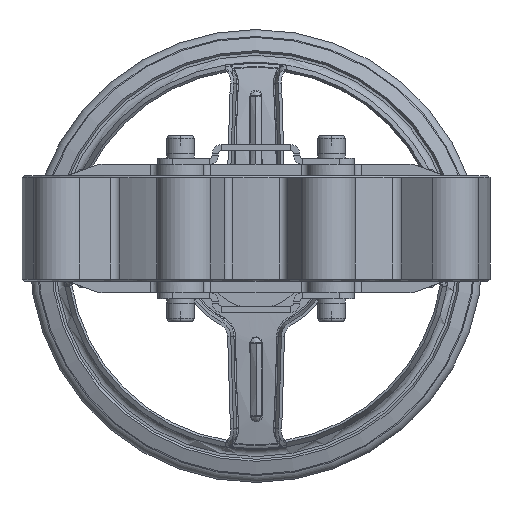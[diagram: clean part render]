
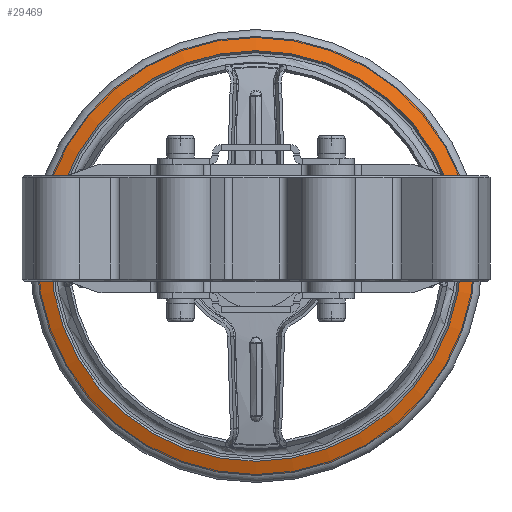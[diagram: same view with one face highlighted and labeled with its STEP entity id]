
A CAD part, front view. The second image highlights one B-rep face of the part: STEP entity #29469.
In plain terms, the highlighted conical face has half-angle 70 degrees and reference radius 145.394 mm.
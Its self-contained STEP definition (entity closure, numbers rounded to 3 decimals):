
#3625=FACE_OUTER_BOUND('',#5353,.T.);
#5353=EDGE_LOOP('',(#23085,#23086,#23087,#23088,#23089,#23090));
#7295=LINE('',#51765,#9235);
#9235=VECTOR('',#36409,145.394);
#10591=CIRCLE('',#31487,145.394);
#10592=CIRCLE('',#31488,145.394);
#10595=CIRCLE('',#31493,136.);
#10596=CIRCLE('',#31494,136.);
#12971=VERTEX_POINT('',#51752);
#12972=VERTEX_POINT('',#51754);
#12975=VERTEX_POINT('',#51764);
#12976=VERTEX_POINT('',#51766);
#16561=EDGE_CURVE('',#12971,#12972,#10591,.T.);
#16562=EDGE_CURVE('',#12972,#12971,#10592,.T.);
#16566=EDGE_CURVE('',#12971,#12975,#7295,.T.);
#16567=EDGE_CURVE('',#12975,#12976,#10595,.T.);
#16568=EDGE_CURVE('',#12976,#12975,#10596,.T.);
#23085=ORIENTED_EDGE('',*,*,#16562,.F.);
#23086=ORIENTED_EDGE('',*,*,#16561,.F.);
#23087=ORIENTED_EDGE('',*,*,#16566,.T.);
#23088=ORIENTED_EDGE('',*,*,#16567,.T.);
#23089=ORIENTED_EDGE('',*,*,#16568,.T.);
#23090=ORIENTED_EDGE('',*,*,#16566,.F.);
#27243=CONICAL_SURFACE('',#31492,145.394,1.222);
#29469=ADVANCED_FACE('',(#3625),#27243,.T.);
#31487=AXIS2_PLACEMENT_3D('',#51755,#36396,#36397);
#31488=AXIS2_PLACEMENT_3D('',#51756,#36398,#36399);
#31492=AXIS2_PLACEMENT_3D('',#51763,#36407,#36408);
#31493=AXIS2_PLACEMENT_3D('',#51767,#36410,#36411);
#31494=AXIS2_PLACEMENT_3D('',#51768,#36412,#36413);
#36396=DIRECTION('center_axis',(0.,1.,0.));
#36397=DIRECTION('ref_axis',(0.001,0.,-1.));
#36398=DIRECTION('center_axis',(0.,1.,0.));
#36399=DIRECTION('ref_axis',(0.001,0.,-1.));
#36407=DIRECTION('center_axis',(0.,1.,0.));
#36408=DIRECTION('ref_axis',(0.001,0.,-1.));
#36409=DIRECTION('',(0.001,-0.342,-0.94));
#36410=DIRECTION('center_axis',(0.,1.,0.));
#36411=DIRECTION('ref_axis',(0.001,0.,-1.));
#36412=DIRECTION('center_axis',(0.,1.,0.));
#36413=DIRECTION('ref_axis',(0.001,0.,-1.));
#51752=CARTESIAN_POINT('',(-0.096,636.324,127.144));
#51754=CARTESIAN_POINT('',(0.096,636.324,-163.644));
#51755=CARTESIAN_POINT('Origin',(0.,636.324,
-18.25));
#51756=CARTESIAN_POINT('Origin',(0.,636.324,
-18.25));
#51763=CARTESIAN_POINT('Origin',(0.,636.324,
-18.25));
#51764=CARTESIAN_POINT('',(-0.09,632.904,117.75));
#51765=CARTESIAN_POINT('',(-0.096,636.324,127.144));
#51766=CARTESIAN_POINT('',(0.09,632.904,-154.25));
#51767=CARTESIAN_POINT('Origin',(0.,632.904,
-18.25));
#51768=CARTESIAN_POINT('Origin',(0.,632.904,
-18.25));
